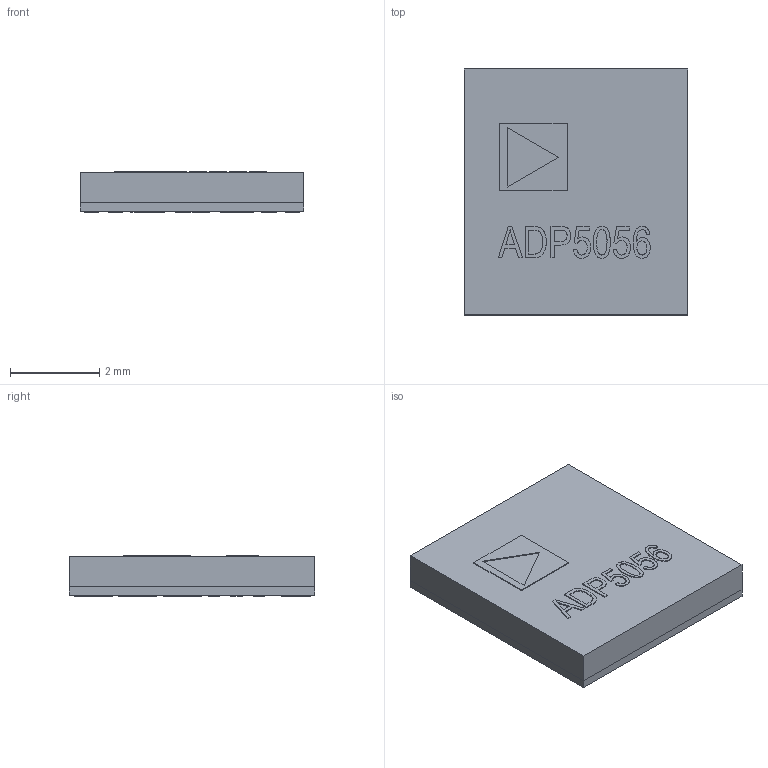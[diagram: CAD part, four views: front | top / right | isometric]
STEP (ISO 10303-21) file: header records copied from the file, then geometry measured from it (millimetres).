
FILE_DESCRIPTION(/* description */ (''),/* implementation_level */ '2;1');
FILE_NAME(/* name */ 'ADP5056 v2.step',/* time_stamp */ '2024-03-27T16:42:07-04:00',/* author */ (''),/* organization */ (''),/* preprocessor_version */ 'ST-DEVELOPER v20',/* originating_system */ 'Autodesk Translation Framework v12.20.1.177',/* authorisation */ '');
FILE_SCHEMA (('AUTOMOTIVE_DESIGN { 1 0 10303 214 3 1 1 }'));
Length unit declared in the file: millimetre
Products named in the file (4): ADP5056; Component1; Component2; Component3
Assembly tree (3 placements, depth 2):
  ADP5056
    Component1
    Component2
    Component3
Bounding box: 5 x 5.5 x 0.92 mm (x, y, z)
Volume: 24.1 mm3; surface area: 152.9 mm2
Topology: 53 solids, 53 shells, 429 faces, 969 edges, 646 vertices
Faces by surface type: plane 333, bspline 96
Entity records: 12814 total; most frequent: CARTESIAN_POINT 3684, ORIENTED_EDGE 1938, DIRECTION 1459, EDGE_CURVE 969, LINE 777, VECTOR 777, VERTEX_POINT 646, EDGE_LOOP 441
